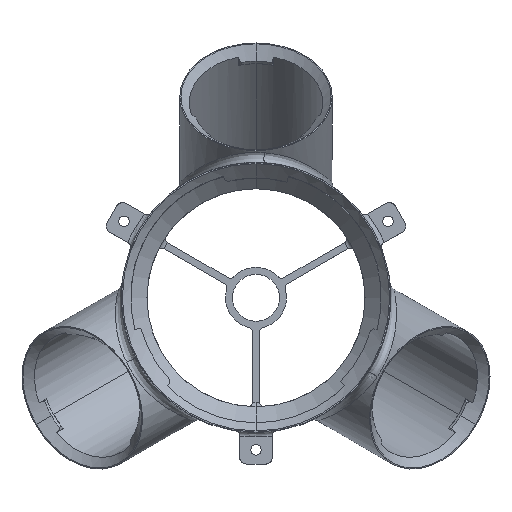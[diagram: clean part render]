
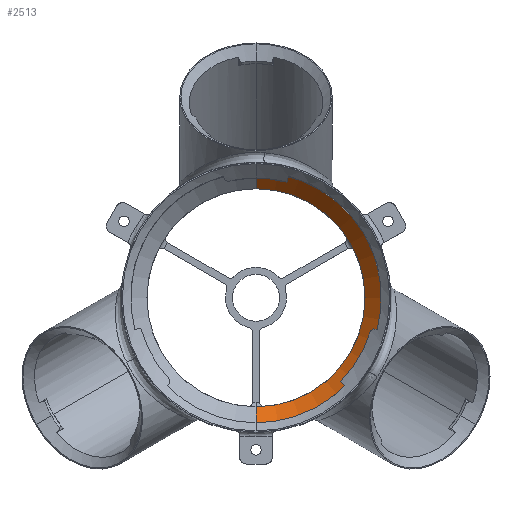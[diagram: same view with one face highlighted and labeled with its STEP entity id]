
A CAD part, top view. The second image highlights one B-rep face of the part: STEP entity #2513.
In plain terms, the highlighted conical face has half-angle 45 degrees and reference radius 53.5 mm.
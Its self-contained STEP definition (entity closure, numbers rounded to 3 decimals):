
#182 = VECTOR ( 'NONE', #11773, 1000. ) ;
#187 = CARTESIAN_POINT ( 'NONE',  ( 0., -53.5, 18. ) ) ;
#222 = LINE ( 'NONE', #10357, #2484 ) ;
#480 = CARTESIAN_POINT ( 'NONE',  ( 0., 0., 11. ) ) ;
#628 = DIRECTION ( 'NONE',  ( 0., 0., -1. ) ) ;
#651 = EDGE_LOOP ( 'NONE', ( #10517, #4303, #6986, #8168 ) ) ;
#1400 = VERTEX_POINT ( 'NONE', #5993 ) ;
#1507 = DIRECTION ( 'NONE',  ( 0., 1., 0. ) ) ;
#1749 = CARTESIAN_POINT ( 'NONE',  ( 0., 53.5, 18. ) ) ;
#2277 = CIRCLE ( 'NONE', #3878, 46.5 ) ;
#2484 = VECTOR ( 'NONE', #3092, 1000. ) ;
#2513 = ADVANCED_FACE ( 'NONE', ( #10719 ), #11759, .F. ) ;
#2633 = DIRECTION ( 'NONE',  ( 0., -1., 0. ) ) ;
#3092 = DIRECTION ( 'NONE',  ( 0., 0.707, 0.707 ) ) ;
#3175 = CIRCLE ( 'NONE', #3469, 53.5 ) ;
#3469 = AXIS2_PLACEMENT_3D ( 'NONE', #12078, #628, #6644 ) ;
#3878 = AXIS2_PLACEMENT_3D ( 'NONE', #480, #4272, #1507 ) ;
#4272 = DIRECTION ( 'NONE',  ( 0., 0., -1. ) ) ;
#4303 = ORIENTED_EDGE ( 'NONE', *, *, #10006, .T. ) ;
#4397 = LINE ( 'NONE', #187, #182 ) ;
#4586 = VERTEX_POINT ( 'NONE', #6271 ) ;
#5461 = DIRECTION ( 'NONE',  ( 0., 0., 1. ) ) ;
#5993 = CARTESIAN_POINT ( 'NONE',  ( 0., -46.5, 11. ) ) ;
#6082 = VERTEX_POINT ( 'NONE', #1749 ) ;
#6271 = CARTESIAN_POINT ( 'NONE',  ( 0., 46.5, 11. ) ) ;
#6546 = EDGE_CURVE ( 'NONE', #6082, #9962, #3175, .T. ) ;
#6644 = DIRECTION ( 'NONE',  ( 0., 1., 0. ) ) ;
#6986 = ORIENTED_EDGE ( 'NONE', *, *, #9827, .T. ) ;
#7626 = EDGE_CURVE ( 'NONE', #4586, #6082, #222, .T. ) ;
#8168 = ORIENTED_EDGE ( 'NONE', *, *, #6546, .F. ) ;
#8233 = CARTESIAN_POINT ( 'NONE',  ( 0., -53.5, 18. ) ) ;
#8558 = AXIS2_PLACEMENT_3D ( 'NONE', #11195, #5461, #2633 ) ;
#9827 = EDGE_CURVE ( 'NONE', #1400, #9962, #4397, .T. ) ;
#9962 = VERTEX_POINT ( 'NONE', #8233 ) ;
#10006 = EDGE_CURVE ( 'NONE', #4586, #1400, #2277, .T. ) ;
#10357 = CARTESIAN_POINT ( 'NONE',  ( 0., 53.5, 18. ) ) ;
#10517 = ORIENTED_EDGE ( 'NONE', *, *, #7626, .F. ) ;
#10719 = FACE_OUTER_BOUND ( 'NONE', #651, .T. ) ;
#11195 = CARTESIAN_POINT ( 'NONE',  ( 0., 0., 18. ) ) ;
#11759 = CONICAL_SURFACE ( 'NONE', #8558, 53.5, 0.785 ) ;
#11773 = DIRECTION ( 'NONE',  ( 0., -0.707, 0.707 ) ) ;
#12078 = CARTESIAN_POINT ( 'NONE',  ( 0., 0., 18. ) ) ;
